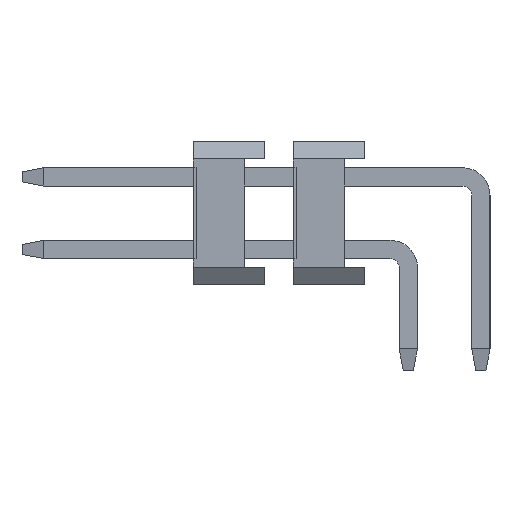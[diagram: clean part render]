
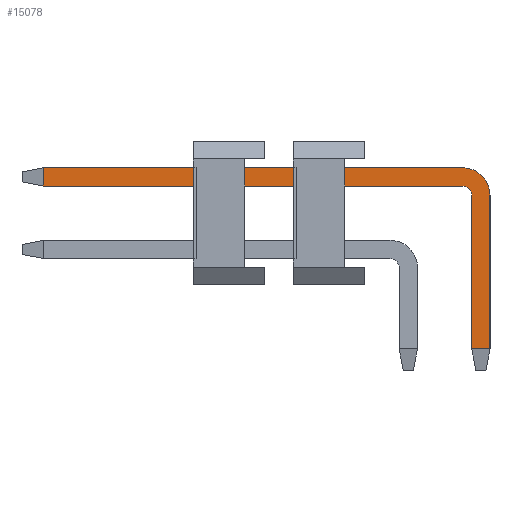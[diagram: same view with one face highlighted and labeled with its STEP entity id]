
A CAD part, left-side view. The second image highlights one B-rep face of the part: STEP entity #15078.
In plain terms, the highlighted planar face has unit normal (-1, 0, 0).
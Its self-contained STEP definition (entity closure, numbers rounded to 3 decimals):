
#14832=CARTESIAN_POINT('',(25.08,8.75,0.95));
#14833=VERTEX_POINT('',#14832);
#14856=CARTESIAN_POINT('',(25.08,8.75,1.59));
#14857=VERTEX_POINT('',#14856);
#14858=CARTESIAN_POINT('',(25.08,8.75,0.95));
#14859=DIRECTION('',(0.,0.,1.));
#14860=VECTOR('',#14859,0.64);
#14861=LINE('',#14858,#14860);
#14862=EDGE_CURVE('',#14833,#14857,#14861,.T.);
#14903=CARTESIAN_POINT('',(25.08,-5.92,1.59));
#14904=VERTEX_POINT('',#14903);
#14905=CARTESIAN_POINT('',(25.08,8.75,1.59));
#14906=DIRECTION('',(0.,-1.,0.));
#14907=VECTOR('',#14906,14.67);
#14908=LINE('',#14905,#14907);
#14909=EDGE_CURVE('',#14857,#14904,#14908,.T.);
#15010=CARTESIAN_POINT('',(25.08,-5.92,0.95));
#15011=VERTEX_POINT('',#15010);
#15018=CARTESIAN_POINT('',(25.08,-5.92,0.95));
#15019=DIRECTION('',(0.,1.,0.));
#15020=VECTOR('',#15019,14.67);
#15021=LINE('',#15018,#15020);
#15022=EDGE_CURVE('',#15011,#14833,#15021,.T.);
#15028=CARTESIAN_POINT('',(25.08,9.5,1.59));
#15029=DIRECTION('',(0.,0.,-1.));
#15030=DIRECTION('',(-1.,-0.,-0.));
#15031=AXIS2_PLACEMENT_3D('',#15028,#15030,#15029);
#15032=PLANE('',#15031);
#15033=ORIENTED_EDGE('',*,*,#15022,.F.);
#15034=CARTESIAN_POINT('',(25.08,-6.24,0.63));
#15035=VERTEX_POINT('',#15034);
#15036=CARTESIAN_POINT('',(25.08,-5.92,0.63));
#15037=DIRECTION('',(0.,0.,1.));
#15038=DIRECTION('',(1.,0.,0.));
#15039=AXIS2_PLACEMENT_3D('',#15036,#15038,#15037);
#15040=CIRCLE('',#15039,0.32);
#15041=EDGE_CURVE('',#15011,#15035,#15040,.T.);
#15042=ORIENTED_EDGE('',*,*,#15041,.T.);
#15043=CARTESIAN_POINT('',(25.08,-6.24,-4.75));
#15044=VERTEX_POINT('',#15043);
#15045=CARTESIAN_POINT('',(25.08,-6.24,0.63));
#15046=DIRECTION('',(0.,0.,-1.));
#15047=VECTOR('',#15046,5.38);
#15048=LINE('',#15045,#15047);
#15049=EDGE_CURVE('',#15035,#15044,#15048,.T.);
#15050=ORIENTED_EDGE('',*,*,#15049,.T.);
#15051=CARTESIAN_POINT('',(25.08,-6.88,-4.75));
#15052=VERTEX_POINT('',#15051);
#15053=CARTESIAN_POINT('',(25.08,-6.24,-4.75));
#15054=DIRECTION('',(0.,-1.,0.));
#15055=VECTOR('',#15054,0.64);
#15056=LINE('',#15053,#15055);
#15057=EDGE_CURVE('',#15044,#15052,#15056,.T.);
#15058=ORIENTED_EDGE('',*,*,#15057,.T.);
#15059=CARTESIAN_POINT('',(25.08,-6.88,0.63));
#15060=VERTEX_POINT('',#15059);
#15061=CARTESIAN_POINT('',(25.08,-6.88,-4.75));
#15062=DIRECTION('',(0.,0.,1.));
#15063=VECTOR('',#15062,5.38);
#15064=LINE('',#15061,#15063);
#15065=EDGE_CURVE('',#15052,#15060,#15064,.T.);
#15066=ORIENTED_EDGE('',*,*,#15065,.T.);
#15067=CARTESIAN_POINT('',(25.08,-5.92,0.63));
#15068=DIRECTION('',(0.,-1.,0.));
#15069=DIRECTION('',(-1.,0.,0.));
#15070=AXIS2_PLACEMENT_3D('',#15067,#15069,#15068);
#15071=CIRCLE('',#15070,0.96);
#15072=EDGE_CURVE('',#15060,#14904,#15071,.T.);
#15073=ORIENTED_EDGE('',*,*,#15072,.T.);
#15074=ORIENTED_EDGE('',*,*,#14909,.F.);
#15075=ORIENTED_EDGE('',*,*,#14862,.F.);
#15076=EDGE_LOOP('',(#15033,#15042,#15050,#15058,#15066,#15073,#15074,#15075));
#15077=FACE_OUTER_BOUND('',#15076,.T.);
#15078=ADVANCED_FACE('',(#15077),#15032,.T.);
